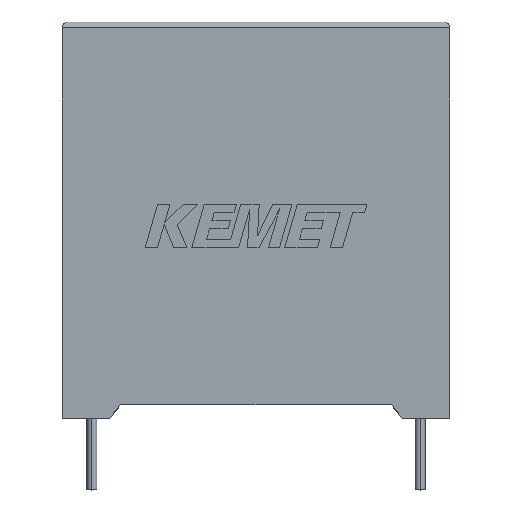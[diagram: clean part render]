
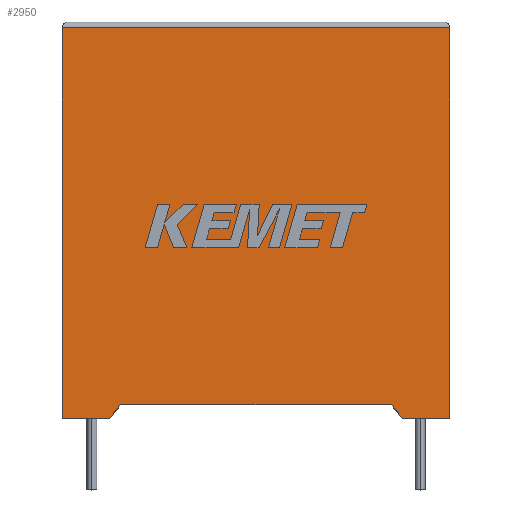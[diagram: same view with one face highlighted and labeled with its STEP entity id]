
A CAD part, top view. The second image highlights one B-rep face of the part: STEP entity #2950.
In plain terms, the highlighted planar face has unit normal (0, 0, 1).
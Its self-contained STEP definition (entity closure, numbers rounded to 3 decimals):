
#94 = CARTESIAN_POINT ( 'NONE',  ( 0., 0., 18.6 ) ) ;
#158 = ORIENTED_EDGE ( 'NONE', *, *, #1665, .F. ) ;
#165 = VECTOR ( 'NONE', #2076, 1000. ) ;
#271 = CARTESIAN_POINT ( 'NONE',  ( 32.5, 0., 18.6 ) ) ;
#304 = CARTESIAN_POINT ( 'NONE',  ( 0., 0., 18.6 ) ) ;
#476 = CARTESIAN_POINT ( 'NONE',  ( 27.597, 1.145, 18.6 ) ) ;
#485 = ORIENTED_EDGE ( 'NONE', *, *, #1744, .T. ) ;
#534 = EDGE_CURVE ( 'NONE', #2432, #1419, #2654, .T. ) ;
#550 = VERTEX_POINT ( 'NONE', #2585 ) ;
#578 = FACE_OUTER_BOUND ( 'NONE', #2706, .T. ) ;
#705 = DIRECTION ( 'NONE',  ( -1., 0., 0. ) ) ;
#718 = LINE ( 'NONE', #2349, #1254 ) ;
#753 = ORIENTED_EDGE ( 'NONE', *, *, #1224, .T. ) ;
#767 = VERTEX_POINT ( 'NONE', #1741 ) ;
#771 = ORIENTED_EDGE ( 'NONE', *, *, #2387, .T. ) ;
#773 = CARTESIAN_POINT ( 'NONE',  ( 28.5, 0., 18.6 ) ) ;
#785 = DIRECTION ( 'NONE',  ( -1., 0., 0. ) ) ;
#809 = LINE ( 'NONE', #773, #2704 ) ;
#933 = VECTOR ( 'NONE', #2166, 1000. ) ;
#985 = EDGE_CURVE ( 'NONE', #2701, #1235, #2461, .T. ) ;
#1010 = DIRECTION ( 'NONE',  ( 0.619, -0.785, 0. ) ) ;
#1104 = AXIS2_PLACEMENT_3D ( 'NONE', #304, #2900, #785 ) ;
#1188 = CARTESIAN_POINT ( 'NONE',  ( 0., 32.7, 18.6 ) ) ;
#1214 = CARTESIAN_POINT ( 'NONE',  ( 0., 0., 18.6 ) ) ;
#1224 = EDGE_CURVE ( 'NONE', #1419, #1812, #718, .T. ) ;
#1235 = VERTEX_POINT ( 'NONE', #3032 ) ;
#1252 = VECTOR ( 'NONE', #2359, 1000. ) ;
#1254 = VECTOR ( 'NONE', #2110, 1000. ) ;
#1419 = VERTEX_POINT ( 'NONE', #1188 ) ;
#1552 = CARTESIAN_POINT ( 'NONE',  ( 0., 0., 18.6 ) ) ;
#1626 = CARTESIAN_POINT ( 'NONE',  ( 0., 32.7, 18.6 ) ) ;
#1665 = EDGE_CURVE ( 'NONE', #1235, #1769, #1818, .T. ) ;
#1704 = VECTOR ( 'NONE', #705, 1000. ) ;
#1724 = ORIENTED_EDGE ( 'NONE', *, *, #534, .T. ) ;
#1741 = CARTESIAN_POINT ( 'NONE',  ( 32.5, 0., 18.6 ) ) ;
#1744 = EDGE_CURVE ( 'NONE', #767, #2432, #2454, .T. ) ;
#1769 = VERTEX_POINT ( 'NONE', #2146 ) ;
#1812 = VERTEX_POINT ( 'NONE', #1552 ) ;
#1818 = LINE ( 'NONE', #2371, #1252 ) ;
#1912 = ORIENTED_EDGE ( 'NONE', *, *, #2279, .T. ) ;
#1917 = VECTOR ( 'NONE', #2474, 1000. ) ;
#1988 = VECTOR ( 'NONE', #2416, 1000. ) ;
#1989 = CARTESIAN_POINT ( 'NONE',  ( 32.5, 32.7, 18.6 ) ) ;
#2067 = LINE ( 'NONE', #1214, #1988 ) ;
#2076 = DIRECTION ( 'NONE',  ( -1., 0., 0. ) ) ;
#2110 = DIRECTION ( 'NONE',  ( 0., -1., 0. ) ) ;
#2146 = CARTESIAN_POINT ( 'NONE',  ( 4., 0., 18.6 ) ) ;
#2166 = DIRECTION ( 'NONE',  ( 0., 1., 0. ) ) ;
#2253 = CARTESIAN_POINT ( 'NONE',  ( 16.25, 1.145, 18.6 ) ) ;
#2279 = EDGE_CURVE ( 'NONE', #2701, #550, #809, .T. ) ;
#2307 = EDGE_CURVE ( 'NONE', #1812, #1769, #2067, .T. ) ;
#2349 = CARTESIAN_POINT ( 'NONE',  ( 0., 0., 18.6 ) ) ;
#2359 = DIRECTION ( 'NONE',  ( -0.619, -0.785, 0. ) ) ;
#2371 = CARTESIAN_POINT ( 'NONE',  ( 4., 0., 18.6 ) ) ;
#2387 = EDGE_CURVE ( 'NONE', #550, #767, #3029, .T. ) ;
#2416 = DIRECTION ( 'NONE',  ( 1., 0., 0. ) ) ;
#2432 = VERTEX_POINT ( 'NONE', #1989 ) ;
#2454 = LINE ( 'NONE', #271, #933 ) ;
#2461 = LINE ( 'NONE', #2253, #165 ) ;
#2474 = DIRECTION ( 'NONE',  ( 1., 0., 0. ) ) ;
#2585 = CARTESIAN_POINT ( 'NONE',  ( 28.5, 0., 18.6 ) ) ;
#2634 = ORIENTED_EDGE ( 'NONE', *, *, #2307, .T. ) ;
#2654 = LINE ( 'NONE', #1626, #1704 ) ;
#2679 = PLANE ( 'NONE',  #1104 ) ;
#2701 = VERTEX_POINT ( 'NONE', #476 ) ;
#2704 = VECTOR ( 'NONE', #1010, 1000. ) ;
#2706 = EDGE_LOOP ( 'NONE', ( #485, #1724, #753, #2634, #158, #2742, #1912, #771 ) ) ;
#2742 = ORIENTED_EDGE ( 'NONE', *, *, #985, .F. ) ;
#2900 = DIRECTION ( 'NONE',  ( 0., 0., -1. ) ) ;
#2950 = ADVANCED_FACE ( 'NONE', ( #578 ), #2679, .F. ) ;
#3029 = LINE ( 'NONE', #94, #1917 ) ;
#3032 = CARTESIAN_POINT ( 'NONE',  ( 4.903, 1.145, 18.6 ) ) ;
